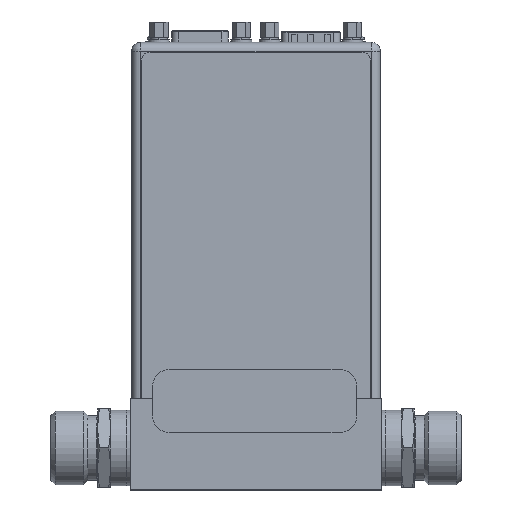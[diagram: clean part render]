
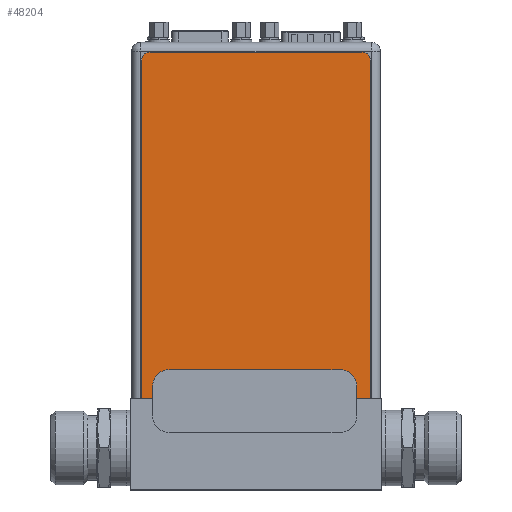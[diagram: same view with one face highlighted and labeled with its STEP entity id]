
A CAD part, top view. The second image highlights one B-rep face of the part: STEP entity #48204.
In plain terms, the highlighted planar face has unit normal (0, 0, 1).
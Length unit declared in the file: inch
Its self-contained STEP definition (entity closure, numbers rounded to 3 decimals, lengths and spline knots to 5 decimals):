
#48037=CARTESIAN_POINT('',(2.63,4.04,0.004));
#48038=DIRECTION('',(0.,0.,-1.));
#48039=DIRECTION('',(0.,1.,0.));
#48040=AXIS2_PLACEMENT_3D('',#48037,#48038,#48039);
#48042=DIRECTION('',(0.,-1.,0.));
#48043=VECTOR('',#48042,4.04);
#48044=CARTESIAN_POINT('',(2.73,4.04,0.004));
#48045=LINE('',#48044,#48043);
#48046=DIRECTION('',(-1.,0.,0.));
#48047=VECTOR('',#48046,2.73);
#48048=CARTESIAN_POINT('',(2.73,0.,0.004));
#48049=LINE('',#48048,#48047);
#48050=DIRECTION('',(0.,1.,0.));
#48051=VECTOR('',#48050,4.04);
#48052=CARTESIAN_POINT('',(0.,0.,0.004));
#48053=LINE('',#48052,#48051);
#48054=CARTESIAN_POINT('',(0.1,4.04,0.004));
#48055=DIRECTION('',(0.,0.,-1.));
#48056=DIRECTION('',(-1.,0.,0.));
#48057=AXIS2_PLACEMENT_3D('',#48054,#48055,#48056);
#48059=DIRECTION('',(1.,0.,0.));
#48060=VECTOR('',#48059,2.53);
#48061=CARTESIAN_POINT('',(0.1,4.14,0.004));
#48062=LINE('',#48061,#48060);
#48075=CARTESIAN_POINT('',(2.73,4.04,0.004));
#48076=VERTEX_POINT('',#48075);
#48077=CARTESIAN_POINT('',(2.63,4.14,0.004));
#48078=VERTEX_POINT('',#48077);
#48079=CARTESIAN_POINT('',(2.73,0.,0.004));
#48080=VERTEX_POINT('',#48079);
#48081=CARTESIAN_POINT('',(0.,0.,0.004));
#48082=VERTEX_POINT('',#48081);
#48083=CARTESIAN_POINT('',(0.,4.04,0.004));
#48084=VERTEX_POINT('',#48083);
#48085=CARTESIAN_POINT('',(0.1,4.14,0.004));
#48086=VERTEX_POINT('',#48085);
#48191=CARTESIAN_POINT('',(0.,0.,0.004));
#48192=DIRECTION('',(0.,0.,1.));
#48193=DIRECTION('',(1.,0.,0.));
#48194=AXIS2_PLACEMENT_3D('',#48191,#48192,#48193);
#48195=PLANE('',#48194);
#48196=ORIENTED_EDGE('',*,*,#48115,.T.);
#48197=ORIENTED_EDGE('',*,*,#48131,.T.);
#48198=ORIENTED_EDGE('',*,*,#48144,.T.);
#48199=ORIENTED_EDGE('',*,*,#48157,.T.);
#48200=ORIENTED_EDGE('',*,*,#48172,.T.);
#48201=ORIENTED_EDGE('',*,*,#48184,.T.);
#48202=EDGE_LOOP('',(#48196,#48197,#48198,#48199,#48200,#48201));
#48203=FACE_OUTER_BOUND('',#48202,.F.);
#48204=ADVANCED_FACE('',(#48203),#48195,.T.);
#48041=CIRCLE('',#48040,0.1);
#48058=CIRCLE('',#48057,0.1);
#48115=EDGE_CURVE('',#48078,#48076,#48041,.T.);
#48131=EDGE_CURVE('',#48076,#48080,#48045,.T.);
#48144=EDGE_CURVE('',#48080,#48082,#48049,.T.);
#48157=EDGE_CURVE('',#48082,#48084,#48053,.T.);
#48172=EDGE_CURVE('',#48084,#48086,#48058,.T.);
#48184=EDGE_CURVE('',#48086,#48078,#48062,.T.);
